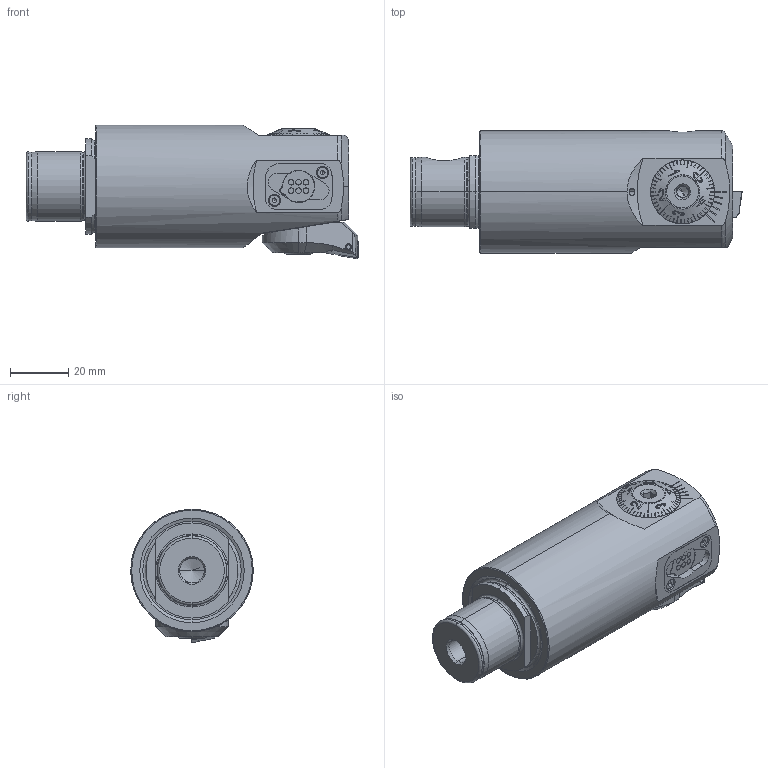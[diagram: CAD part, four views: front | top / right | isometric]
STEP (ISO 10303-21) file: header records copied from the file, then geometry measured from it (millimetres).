
FILE_DESCRIPTION (( 'STEP AP203' ), '1' );
FILE_NAME ('251.420.000.STEP', '2018-02-23T12:35:51', ( 'SWIAdmin' ), ( 'Hewlett-Packard Company' ), 'SwSTEP 2.0', 'SolidWorks 2017', '' );
FILE_SCHEMA (( 'CONFIG_CONTROL_DESIGN' ));
Length unit declared in the file: millimetre
Products named in the file (25): ISO 4026 - M8 x 6; CCMT060204; A42-BG2.013.005_B; Fxx-BG7.DA1.0xx_A_F42; WCA-ER2.001.006_A; F42-BG2.014.014_A; PEF-DA1.011.017_A; F42-WCA.001.009; A42-BG1.012.006_B; PEF-DA1.010.032_A; F42-ER1.101.020_A; DIN 3771 - 19x1.5; ISO 4762 - M2 x 6; F42-BG1.DA1.022_B; Fxx-MAB.xxx.xxx_A_F42; DIN 3771 - 13x1; F42-BG1.DA2.022_Standard min; Fxx-BG7.DA2.0xx_F42; A42-BG3.011.030_A; MB4-F42.DA1.090_A; A42-BG2.011.014_C; 251.420.000; Klebstoff D8; F42-WCA.001.009_C_fertigbearbeitet; A42-BG2.012.005_A
Assembly tree (25 placements, depth 3):
  251.420.000
    MB4-F42.DA1.090_A
    F42-WCA.001.009
      F42-WCA.001.009_C_fertigbearbeitet
      CCMT060204
      WCA-ER2.001.006_A
    F42-ER1.101.020_A
    F42-BG1.DA2.022_Standard min
      F42-BG1.DA1.022_B
      A42-BG2.011.014_C
      A42-BG2.012.005_A
      A42-BG2.013.005_B
      F42-BG2.014.014_A
      A42-BG1.012.006_B
      DIN 3771 - 19x1.5
      Fxx-MAB.xxx.xxx_A_F42
    A42-BG3.011.030_A
    Klebstoff D8
    ISO 4026 - M8 x 6
    Fxx-BG7.DA2.0xx_F42
      Fxx-BG7.DA1.0xx_A_F42
      PEF-DA1.011.017_A
      PEF-DA1.010.032_A
      ISO 4762 - M2 x 6  x2
      DIN 3771 - 13x1
Bounding box: 114 x 42 x 45.8 mm (x, y, z)
Volume: 121596.5 mm3; surface area: 35545.3 mm2
Topology: 24 solids, 24 shells, 1016 faces, 2571 edges, 1619 vertices
Faces by surface type: plane 441, cylinder 233, cone 207, torus 86, bspline 47, sphere 2
Entity records: 35783 total; most frequent: CARTESIAN_POINT 10060, ORIENTED_EDGE 4990, DIRECTION 4590, EDGE_CURVE 2495, AXIS2_PLACEMENT_3D 1779, VERTEX_POINT 1586, EDGE_LOOP 1065, LINE 1032
